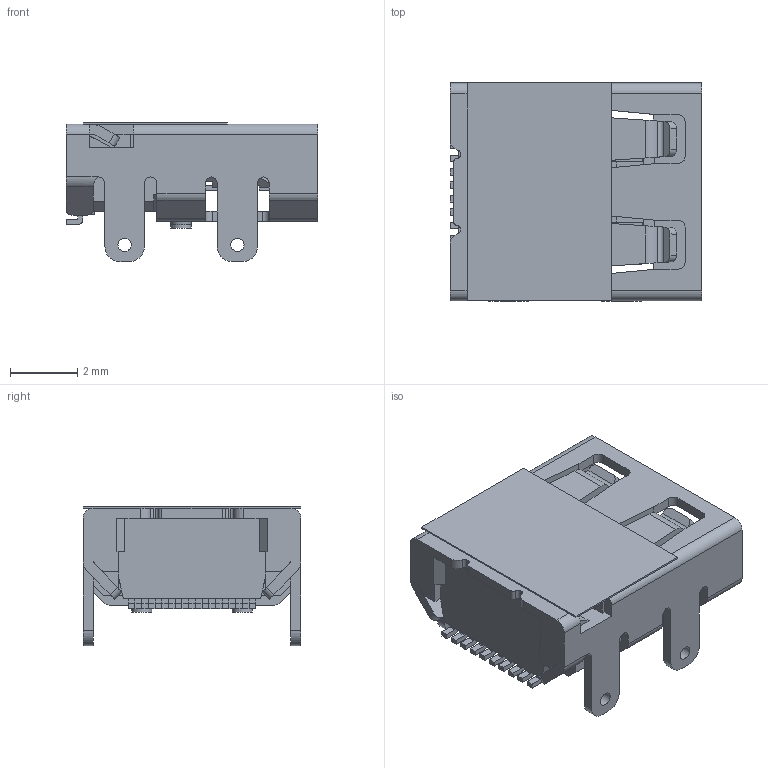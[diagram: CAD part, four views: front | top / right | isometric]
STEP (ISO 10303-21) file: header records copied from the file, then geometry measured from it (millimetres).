
FILE_DESCRIPTION(/* description */ ('Unknown'),/* implementation_level */ '2;1');
FILE_NAME(/* name */ 'J_Wurth_WR-HDMI_685119248123',/* time_stamp */ '2025-07-18T10:10:25+08:00',/* author */ ('Unknown'),/* organization */ ('Unknown'),/* preprocessor_version */ 'ST-DEVELOPER v19.4',/* originating_system */ 'Solid Edge',/* authorisation */ 'Unknown');
FILE_SCHEMA (('AUTOMOTIVE_DESIGN {1 0 10303 214 3 1 1}'));
Length unit declared in the file: millimetre
Products named in the file (2): J_Wurth_WR-HDMI_685119248123
Assembly tree (1 placements, depth 2):
  J_Wurth_WR-HDMI_685119248123
    J_Wurth_WR-HDMI_685119248123
Bounding box: 7.5 x 6.5 x 4.15 mm (x, y, z)
Volume: 72.1 mm3; surface area: 391.8 mm2
Topology: 1 solids, 21 shells, 1107 faces, 3258 edges, 2100 vertices
Faces by surface type: plane 885, cylinder 218, bspline 2, cone 2
Full cylindrical faces by diameter (mm): 0.4 x4, 0.6 x2
Entity records: 44199 total; most frequent: ORIENTED_EDGE 6492, CARTESIAN_POINT 6485, DIRECTION 5898, EDGE_CURVE 3246, LINE 2800, VECTOR 2800, VERTEX_POINT 2096, AXIS2_PLACEMENT_3D 1549
